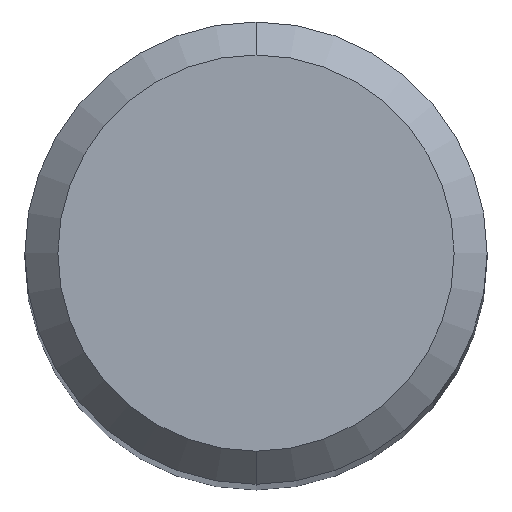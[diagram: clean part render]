
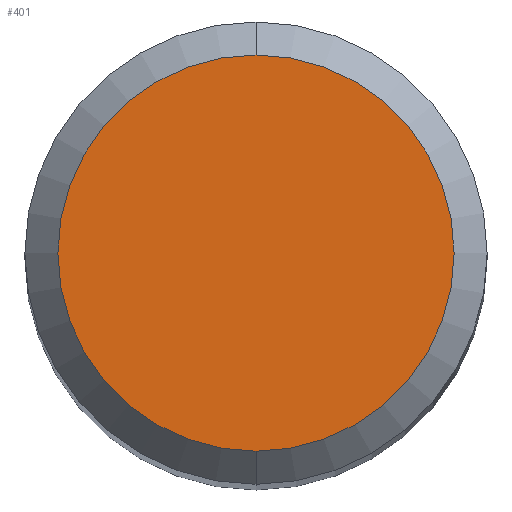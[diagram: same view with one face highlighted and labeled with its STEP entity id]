
A CAD part, top view. The second image highlights one B-rep face of the part: STEP entity #401.
In plain terms, the highlighted planar face has unit normal (0, 0, 1).
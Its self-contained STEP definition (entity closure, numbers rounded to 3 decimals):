
#281=EDGE_CURVE('',#365,#343,#675,.T.);
#343=VERTEX_POINT('',#744);
#365=VERTEX_POINT('',#769);
#401=ADVANCED_FACE('',(#809),#810,.T.);
#517=EDGE_CURVE('',#343,#365,#937,.T.);
#675=CIRCLE('',#1136,1.8);
#744=CARTESIAN_POINT('',(0.,-1.8,0.0));
#769=CARTESIAN_POINT('',(0.0,1.8,0.0));
#809=FACE_OUTER_BOUND('',#1405,.T.);
#810=PLANE('',#1406);
#937=CIRCLE('',#1601,1.8);
#1136=AXIS2_PLACEMENT_3D('',#1866,#1867,#1868);
#1405=EDGE_LOOP('',(#2030,#2031));
#1406=AXIS2_PLACEMENT_3D('',#2032,#2033,#2034);
#1601=AXIS2_PLACEMENT_3D('',#2178,#2179,#2180);
#1866=CARTESIAN_POINT('',(0.0,0.0,0.0));
#1867=DIRECTION('',(0.0,0.0,-1.0));
#1868=DIRECTION('',(0.0,1.0,0.0));
#2030=ORIENTED_EDGE('',*,*,#281,.F.);
#2031=ORIENTED_EDGE('',*,*,#517,.F.);
#2032=CARTESIAN_POINT('',(0.0,0.9,0.0));
#2033=DIRECTION('',(-0.0,0.0,1.0));
#2034=DIRECTION('',(0.0,-1.0,0.0));
#2178=CARTESIAN_POINT('',(0.0,0.0,0.0));
#2179=DIRECTION('',(0.0,0.0,-1.0));
#2180=DIRECTION('',(0.0,1.0,0.0));
